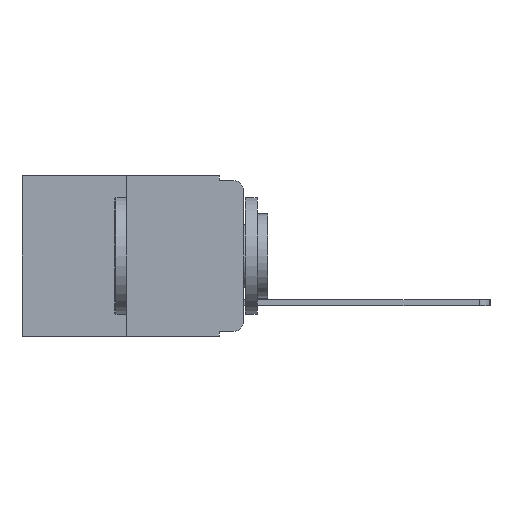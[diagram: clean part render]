
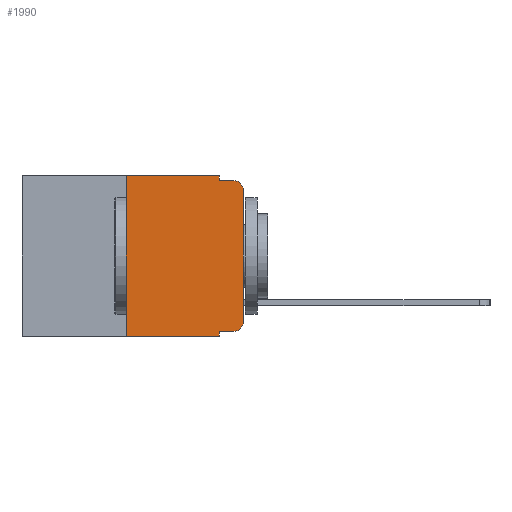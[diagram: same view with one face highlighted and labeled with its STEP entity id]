
A CAD part, left-side view. The second image highlights one B-rep face of the part: STEP entity #1990.
In plain terms, the highlighted planar face has unit normal (-1, 0, 0).
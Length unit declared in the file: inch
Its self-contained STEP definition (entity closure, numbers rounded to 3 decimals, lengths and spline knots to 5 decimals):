
#146 = CARTESIAN_POINT ( 'NONE',  ( 0., 0.473, 0. ) ) ;
#426 = LINE ( 'NONE', #10017, #2722 ) ;
#863 = VECTOR ( 'NONE', #2425, 39.37008 ) ;
#896 = ORIENTED_EDGE ( 'NONE', *, *, #8058, .T. ) ;
#909 = ORIENTED_EDGE ( 'NONE', *, *, #11461, .F. ) ;
#969 = LINE ( 'NONE', #2585, #8310 ) ;
#1038 = DIRECTION ( 'NONE',  ( 0., 0., 1. ) ) ;
#1175 = LINE ( 'NONE', #10036, #863 ) ;
#1276 = CARTESIAN_POINT ( 'NONE',  ( 0., 0., -0.313 ) ) ;
#1540 = CARTESIAN_POINT ( 'NONE',  ( 0., 0.051, -0.01 ) ) ;
#1585 = DIRECTION ( 'NONE',  ( -1., 0., 0. ) ) ;
#1870 = CARTESIAN_POINT ( 'NONE',  ( 0., 0.02, -0.333 ) ) ;
#1990 = ADVANCED_FACE ( 'NONE', ( #12013 ), #5626, .F. ) ;
#2011 = CARTESIAN_POINT ( 'NONE',  ( 0., 0.473, -0.343 ) ) ;
#2333 = EDGE_CURVE ( 'NONE', #7092, #5903, #4789, .T. ) ;
#2425 = DIRECTION ( 'NONE',  ( 0., 0., -1. ) ) ;
#2585 = CARTESIAN_POINT ( 'NONE',  ( 0., 0.051, 0. ) ) ;
#2722 = VECTOR ( 'NONE', #9105, 39.37008 ) ;
#2741 = LINE ( 'NONE', #146, #11916 ) ;
#2956 = EDGE_CURVE ( 'NONE', #7610, #7092, #969, .T. ) ;
#3041 = ORIENTED_EDGE ( 'NONE', *, *, #10830, .F. ) ;
#3500 = DIRECTION ( 'NONE',  ( -1., 0., 0. ) ) ;
#3533 = DIRECTION ( 'NONE',  ( 0., 0., -1. ) ) ;
#3582 = LINE ( 'NONE', #4945, #11146 ) ;
#4395 = DIRECTION ( 'NONE',  ( 1., 0., 0. ) ) ;
#4762 = CARTESIAN_POINT ( 'NONE',  ( 0., 0.051, -0.343 ) ) ;
#4789 = LINE ( 'NONE', #1540, #9825 ) ;
#4854 = CARTESIAN_POINT ( 'NONE',  ( 0., 0.473, 0. ) ) ;
#4907 = EDGE_CURVE ( 'NONE', #9161, #5903, #7525, .T. ) ;
#4945 = CARTESIAN_POINT ( 'NONE',  ( 0., 0.25, 0. ) ) ;
#4982 = CARTESIAN_POINT ( 'NONE',  ( 0., 0.051, -0.333 ) ) ;
#5093 = VERTEX_POINT ( 'NONE', #4762 ) ;
#5146 = CARTESIAN_POINT ( 'NONE',  ( 0., 0.051, -0.01 ) ) ;
#5311 = ORIENTED_EDGE ( 'NONE', *, *, #8628, .T. ) ;
#5626 = PLANE ( 'NONE',  #7164 ) ;
#5743 = VERTEX_POINT ( 'NONE', #4982 ) ;
#5765 = VECTOR ( 'NONE', #10544, 39.37008 ) ;
#5903 = VERTEX_POINT ( 'NONE', #11835 ) ;
#6181 = ORIENTED_EDGE ( 'NONE', *, *, #10223, .T. ) ;
#6286 = DIRECTION ( 'NONE',  ( 0., 0., -1. ) ) ;
#6306 = ORIENTED_EDGE ( 'NONE', *, *, #4907, .T. ) ;
#6317 = CIRCLE ( 'NONE', #11890, 0.02 ) ;
#6400 = EDGE_LOOP ( 'NONE', ( #896, #6306, #7196, #10342, #10193, #909, #5311, #3041, #6181, #9010 ) ) ;
#6458 = VERTEX_POINT ( 'NONE', #6949 ) ;
#6949 = CARTESIAN_POINT ( 'NONE',  ( 0., 0.25, -0.343 ) ) ;
#7092 = VERTEX_POINT ( 'NONE', #5146 ) ;
#7164 = AXIS2_PLACEMENT_3D ( 'NONE', #4854, #4395, #3533 ) ;
#7196 = ORIENTED_EDGE ( 'NONE', *, *, #2333, .F. ) ;
#7286 = CARTESIAN_POINT ( 'NONE',  ( 0., 0.02, -0.313 ) ) ;
#7525 = CIRCLE ( 'NONE', #7628, 0.02 ) ;
#7560 = CARTESIAN_POINT ( 'NONE',  ( 0., 0., -0.03 ) ) ;
#7610 = VERTEX_POINT ( 'NONE', #9683 ) ;
#7628 = AXIS2_PLACEMENT_3D ( 'NONE', #9198, #3500, #10158 ) ;
#7696 = CARTESIAN_POINT ( 'NONE',  ( 0., 0., 0. ) ) ;
#7806 = DIRECTION ( 'NONE',  ( 0., -1., 0. ) ) ;
#8058 = EDGE_CURVE ( 'NONE', #8784, #9161, #10787, .T. ) ;
#8207 = DIRECTION ( 'NONE',  ( 0., -1., 0. ) ) ;
#8242 = DIRECTION ( 'NONE',  ( 0., 0., -1. ) ) ;
#8310 = VECTOR ( 'NONE', #6286, 39.37008 ) ;
#8628 = EDGE_CURVE ( 'NONE', #6458, #5093, #10206, .T. ) ;
#8676 = DIRECTION ( 'NONE',  ( 0., -1., 0. ) ) ;
#8784 = VERTEX_POINT ( 'NONE', #1276 ) ;
#8941 = EDGE_CURVE ( 'NONE', #9164, #8784, #6317, .T. ) ;
#9010 = ORIENTED_EDGE ( 'NONE', *, *, #8941, .T. ) ;
#9105 = DIRECTION ( 'NONE',  ( 0., -1., 0. ) ) ;
#9161 = VERTEX_POINT ( 'NONE', #7560 ) ;
#9164 = VERTEX_POINT ( 'NONE', #1870 ) ;
#9198 = CARTESIAN_POINT ( 'NONE',  ( 0., 0.02, -0.03 ) ) ;
#9355 = EDGE_CURVE ( 'NONE', #11134, #7610, #2741, .T. ) ;
#9683 = CARTESIAN_POINT ( 'NONE',  ( 0., 0.051, 0. ) ) ;
#9825 = VECTOR ( 'NONE', #8207, 39.37008 ) ;
#10017 = CARTESIAN_POINT ( 'NONE',  ( 0., 0.051, -0.333 ) ) ;
#10036 = CARTESIAN_POINT ( 'NONE',  ( 0., 0.051, 0. ) ) ;
#10158 = DIRECTION ( 'NONE',  ( 0., 0., -1. ) ) ;
#10169 = CARTESIAN_POINT ( 'NONE',  ( 0., 0.25, 0. ) ) ;
#10193 = ORIENTED_EDGE ( 'NONE', *, *, #9355, .F. ) ;
#10206 = LINE ( 'NONE', #2011, #10492 ) ;
#10223 = EDGE_CURVE ( 'NONE', #5743, #9164, #426, .T. ) ;
#10342 = ORIENTED_EDGE ( 'NONE', *, *, #2956, .F. ) ;
#10492 = VECTOR ( 'NONE', #8676, 39.37008 ) ;
#10544 = DIRECTION ( 'NONE',  ( 0., 0., 1. ) ) ;
#10787 = LINE ( 'NONE', #7696, #5765 ) ;
#10830 = EDGE_CURVE ( 'NONE', #5743, #5093, #1175, .T. ) ;
#11134 = VERTEX_POINT ( 'NONE', #10169 ) ;
#11146 = VECTOR ( 'NONE', #1038, 39.37008 ) ;
#11461 = EDGE_CURVE ( 'NONE', #6458, #11134, #3582, .T. ) ;
#11835 = CARTESIAN_POINT ( 'NONE',  ( 0., 0.02, -0.01 ) ) ;
#11890 = AXIS2_PLACEMENT_3D ( 'NONE', #7286, #1585, #8242 ) ;
#11916 = VECTOR ( 'NONE', #7806, 39.37008 ) ;
#12013 = FACE_OUTER_BOUND ( 'NONE', #6400, .T. ) ;
